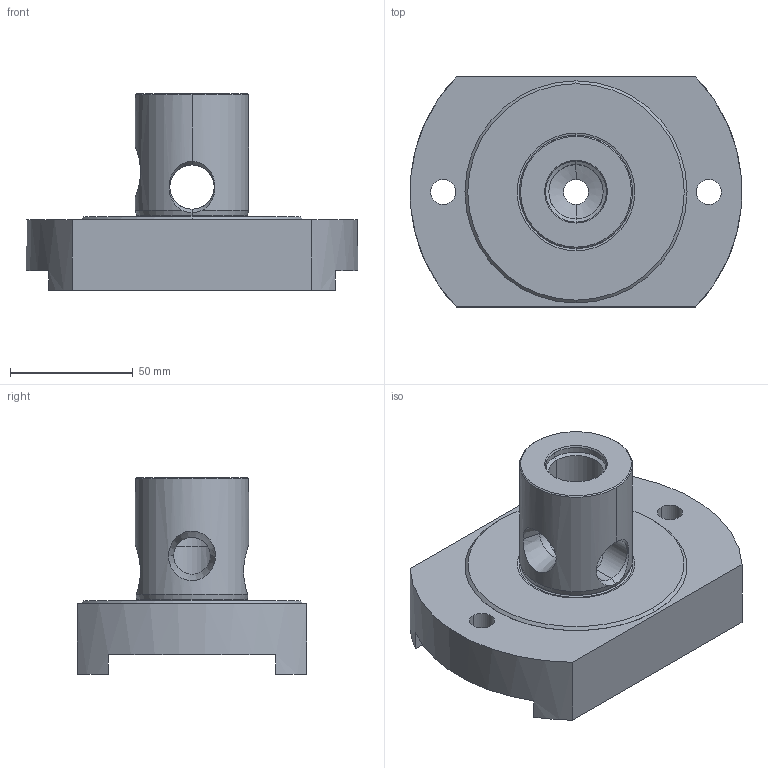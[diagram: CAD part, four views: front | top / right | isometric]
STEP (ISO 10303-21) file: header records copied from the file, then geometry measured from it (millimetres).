
FILE_DESCRIPTION(('no description'),'unknown implementation level');
FILE_NAME('B0738DC8-13DB-4EF2-A73F-F57AC42B9CAE_export.stp',' ',('CIMSOURCE GmbH'),('CADClick - KiM GmbH - www.kimweb.de'),'unknown preprocess','ACIS','unknown authorization');
FILE_SCHEMA(('automotive_design'));
Length unit declared in the file: millimetre
Products named in the file (1): <N147.16 CKS7 Zapfen>-<K�rper-Verschieben/Kopieren4>
Bounding box: 134.62 x 93.5 x 80 mm (x, y, z)
Volume: 317549.4 mm3; surface area: 48309.3 mm2
Topology: 1 solids, 1 shells, 78 faces, 188 edges, 112 vertices
Faces by surface type: cylinder 33, cone 26, plane 15, torus 4
Entity records: 5000 total; most frequent: CARTESIAN_POINT 973, DIRECTION 422, STYLED_ITEM 379, PRESENTATION_STYLE_ASSIGNMENT 379, COLOUR_RGB 379, ORIENTED_EDGE 376, EDGE_CURVE 188, CURVE_STYLE 188
